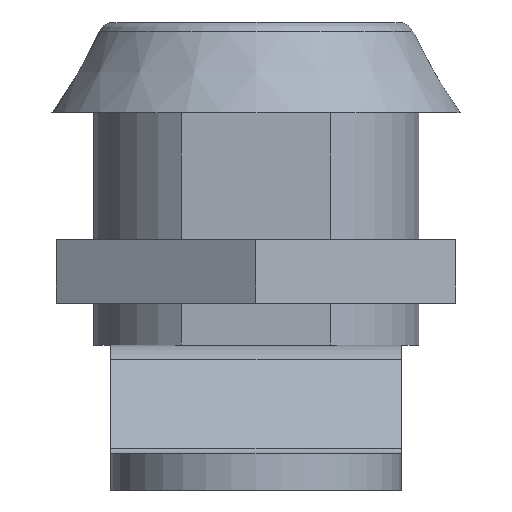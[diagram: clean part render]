
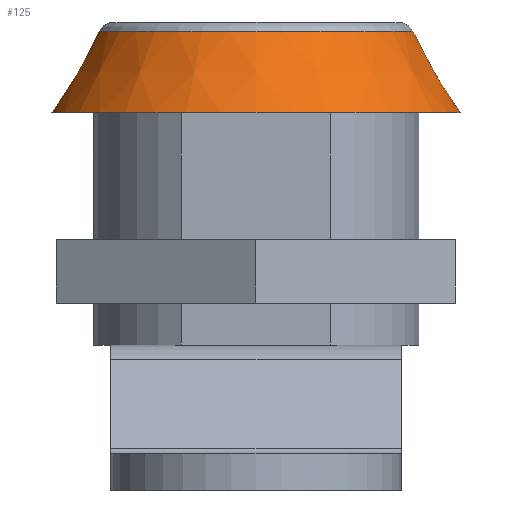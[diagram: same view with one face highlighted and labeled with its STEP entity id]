
A CAD part, left-side view. The second image highlights one B-rep face of the part: STEP entity #125.
In plain terms, the highlighted conical face has half-angle 30 degrees and reference radius 11.25 mm.
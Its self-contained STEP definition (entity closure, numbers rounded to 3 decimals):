
#21 = VERTEX_POINT ( 'NONE', #1763 ) ;
#49 = DIRECTION ( 'NONE',  ( -1., 0., 0. ) ) ;
#104 = ORIENTED_EDGE ( 'NONE', *, *, #1775, .T. ) ;
#125 = ADVANCED_FACE ( 'NONE', ( #1561, #500 ), #748, .T. ) ;
#174 = AXIS2_PLACEMENT_3D ( 'NONE', #592, #1610, #733 ) ;
#408 = CARTESIAN_POINT ( 'NONE',  ( 0., 0., 0. ) ) ;
#500 = FACE_OUTER_BOUND ( 'NONE', #1675, .T. ) ;
#592 = CARTESIAN_POINT ( 'NONE',  ( 0., 0., 0. ) ) ;
#700 = DIRECTION ( 'NONE',  ( 0., 0., -1. ) ) ;
#733 = DIRECTION ( 'NONE',  ( 1., 0., 0. ) ) ;
#748 = CONICAL_SURFACE ( 'NONE', #1265, 11.25, 0.524 ) ;
#808 = VERTEX_POINT ( 'NONE', #1613 ) ;
#833 = AXIS2_PLACEMENT_3D ( 'NONE', #1818, #944, #49 ) ;
#944 = DIRECTION ( 'NONE',  ( 0., 0., -1. ) ) ;
#1062 = EDGE_CURVE ( 'NONE', #808, #808, #1518, .T. ) ;
#1116 = CIRCLE ( 'NONE', #174, 11.25 ) ;
#1265 = AXIS2_PLACEMENT_3D ( 'NONE', #408, #700, #1578 ) ;
#1518 = CIRCLE ( 'NONE', #833, 8.652 ) ;
#1561 = FACE_BOUND ( 'NONE', #1563, .T. ) ;
#1563 = EDGE_LOOP ( 'NONE', ( #1813 ) ) ;
#1578 = DIRECTION ( 'NONE',  ( 1., 0., 0. ) ) ;
#1610 = DIRECTION ( 'NONE',  ( 0., 0., 1. ) ) ;
#1613 = CARTESIAN_POINT ( 'NONE',  ( -8.652, 0., 4.5 ) ) ;
#1675 = EDGE_LOOP ( 'NONE', ( #104 ) ) ;
#1763 = CARTESIAN_POINT ( 'NONE',  ( 11.25, 0., 0. ) ) ;
#1775 = EDGE_CURVE ( 'NONE', #21, #21, #1116, .T. ) ;
#1813 = ORIENTED_EDGE ( 'NONE', *, *, #1062, .T. ) ;
#1818 = CARTESIAN_POINT ( 'NONE',  ( 0., 0., 4.5 ) ) ;
